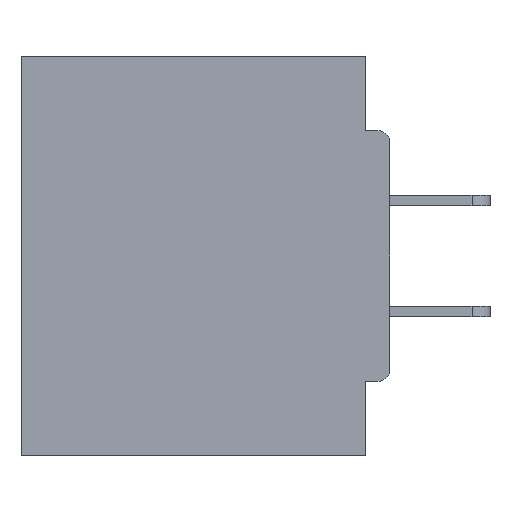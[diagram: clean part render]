
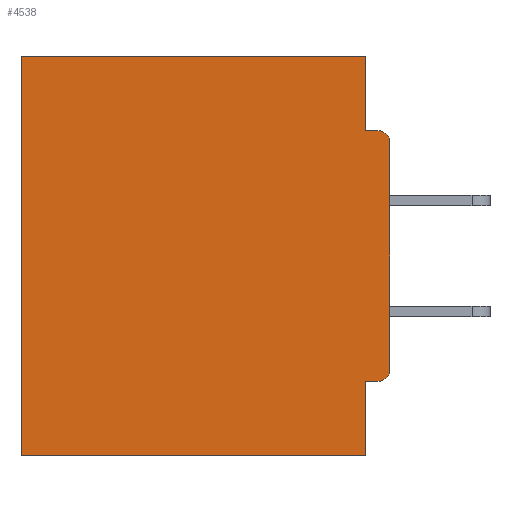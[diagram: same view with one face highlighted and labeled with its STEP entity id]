
A CAD part, left-side view. The second image highlights one B-rep face of the part: STEP entity #4538.
In plain terms, the highlighted planar face has unit normal (-1, 0, 0).
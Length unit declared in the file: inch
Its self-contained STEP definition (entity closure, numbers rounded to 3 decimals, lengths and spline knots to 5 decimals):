
#88 = CARTESIAN_POINT ( 'NONE',  ( 0.298, 0.031, -0.5 ) ) ;
#183 = VERTEX_POINT ( 'NONE', #18545 ) ;
#505 = LINE ( 'NONE', #42311, #13521 ) ;
#520 = ORIENTED_EDGE ( 'NONE', *, *, #31031, .F. ) ;
#2134 = LINE ( 'NONE', #36240, #11501 ) ;
#3293 = AXIS2_PLACEMENT_3D ( 'NONE', #13779, #7109, #36836 ) ;
#3443 = EDGE_CURVE ( 'NONE', #37006, #35427, #17645, .T. ) ;
#4053 = LINE ( 'NONE', #88, #5100 ) ;
#4538 = ADVANCED_FACE ( 'NONE', ( #31673 ), #10639, .F. ) ;
#4656 = ORIENTED_EDGE ( 'NONE', *, *, #38078, .T. ) ;
#5100 = VECTOR ( 'NONE', #26629, 39.37008 ) ;
#5103 = CARTESIAN_POINT ( 'NONE',  ( 0.298, 0., -0.1085 ) ) ;
#5529 = EDGE_LOOP ( 'NONE', ( #37671, #36326, #11756, #4656, #25121, #40288, #520, #40575, #15662, #11727 ) ) ;
#5563 = CARTESIAN_POINT ( 'NONE',  ( 0.298, 0.015, -0.0935 ) ) ;
#6940 = EDGE_CURVE ( 'NONE', #37006, #30415, #32197, .T. ) ;
#7102 = VERTEX_POINT ( 'NONE', #32233 ) ;
#7109 = DIRECTION ( 'NONE',  ( -1., 0., 0. ) ) ;
#7547 = CARTESIAN_POINT ( 'NONE',  ( 0.298, 0., -0.4065 ) ) ;
#8145 = CARTESIAN_POINT ( 'NONE',  ( 0.298, 0.031, -0.5 ) ) ;
#8578 = EDGE_CURVE ( 'NONE', #39899, #18787, #12244, .T. ) ;
#9104 = EDGE_CURVE ( 'NONE', #34298, #30415, #27356, .T. ) ;
#10639 = PLANE ( 'NONE',  #31717 ) ;
#10876 = CIRCLE ( 'NONE', #13083, 0.015 ) ;
#10942 = CARTESIAN_POINT ( 'NONE',  ( 0.298, 0.46, 0. ) ) ;
#11501 = VECTOR ( 'NONE', #22697, 39.37008 ) ;
#11642 = DIRECTION ( 'NONE',  ( 1., 0., 0. ) ) ;
#11727 = ORIENTED_EDGE ( 'NONE', *, *, #3443, .F. ) ;
#11756 = ORIENTED_EDGE ( 'NONE', *, *, #27916, .F. ) ;
#12244 = LINE ( 'NONE', #7547, #42457 ) ;
#12865 = EDGE_CURVE ( 'NONE', #20882, #7102, #17031, .T. ) ;
#13083 = AXIS2_PLACEMENT_3D ( 'NONE', #19427, #42728, #39077 ) ;
#13209 = VECTOR ( 'NONE', #28846, 39.37008 ) ;
#13240 = CARTESIAN_POINT ( 'NONE',  ( 0.298, 0., -0.3915 ) ) ;
#13521 = VECTOR ( 'NONE', #15350, 39.37008 ) ;
#13779 = CARTESIAN_POINT ( 'NONE',  ( 0.298, 0.015, -0.1085 ) ) ;
#14014 = VECTOR ( 'NONE', #26456, 39.37008 ) ;
#14781 = DIRECTION ( 'NONE',  ( 0., 1., 0. ) ) ;
#14842 = DIRECTION ( 'NONE',  ( 0., 0., -1. ) ) ;
#15331 = CARTESIAN_POINT ( 'NONE',  ( 0.298, 0.031, -0.5 ) ) ;
#15350 = DIRECTION ( 'NONE',  ( 0., 0., -1. ) ) ;
#15662 = ORIENTED_EDGE ( 'NONE', *, *, #36244, .T. ) ;
#17031 = LINE ( 'NONE', #31110, #35322 ) ;
#17189 = CARTESIAN_POINT ( 'NONE',  ( 0.298, 0., 0. ) ) ;
#17645 = LINE ( 'NONE', #29534, #14014 ) ;
#18545 = CARTESIAN_POINT ( 'NONE',  ( 0.298, 0.031, 0. ) ) ;
#18602 = CARTESIAN_POINT ( 'NONE',  ( 0.298, 0.015, -0.4065 ) ) ;
#18787 = VERTEX_POINT ( 'NONE', #28776 ) ;
#19427 = CARTESIAN_POINT ( 'NONE',  ( 0.298, 0.015, -0.3915 ) ) ;
#20882 = VERTEX_POINT ( 'NONE', #15331 ) ;
#22042 = CARTESIAN_POINT ( 'NONE',  ( 0.298, 0.031, -0.0935 ) ) ;
#22697 = DIRECTION ( 'NONE',  ( 0., 1., 0. ) ) ;
#25121 = ORIENTED_EDGE ( 'NONE', *, *, #27033, .T. ) ;
#26456 = DIRECTION ( 'NONE',  ( 0., 0., -1. ) ) ;
#26629 = DIRECTION ( 'NONE',  ( 0., 0., -1. ) ) ;
#27033 = EDGE_CURVE ( 'NONE', #29578, #7102, #505, .T. ) ;
#27356 = LINE ( 'NONE', #34516, #30517 ) ;
#27916 = EDGE_CURVE ( 'NONE', #183, #34298, #4053, .T. ) ;
#28776 = CARTESIAN_POINT ( 'NONE',  ( 0.298, 0.031, -0.4065 ) ) ;
#28846 = DIRECTION ( 'NONE',  ( 0., 0., -1. ) ) ;
#29534 = CARTESIAN_POINT ( 'NONE',  ( 0.298, 0., 0. ) ) ;
#29578 = VERTEX_POINT ( 'NONE', #10942 ) ;
#30415 = VERTEX_POINT ( 'NONE', #5563 ) ;
#30517 = VECTOR ( 'NONE', #34656, 39.37008 ) ;
#31031 = EDGE_CURVE ( 'NONE', #18787, #20882, #40834, .T. ) ;
#31110 = CARTESIAN_POINT ( 'NONE',  ( 0.298, 0., -0.5 ) ) ;
#31673 = FACE_OUTER_BOUND ( 'NONE', #5529, .T. ) ;
#31717 = AXIS2_PLACEMENT_3D ( 'NONE', #17189, #11642, #14842 ) ;
#32197 = CIRCLE ( 'NONE', #3293, 0.015 ) ;
#32233 = CARTESIAN_POINT ( 'NONE',  ( 0.298, 0.46, -0.5 ) ) ;
#33853 = DIRECTION ( 'NONE',  ( 0., 1., 0. ) ) ;
#34298 = VERTEX_POINT ( 'NONE', #22042 ) ;
#34516 = CARTESIAN_POINT ( 'NONE',  ( 0.298, 0., -0.0935 ) ) ;
#34656 = DIRECTION ( 'NONE',  ( 0., -1., 0. ) ) ;
#35322 = VECTOR ( 'NONE', #33853, 39.37008 ) ;
#35427 = VERTEX_POINT ( 'NONE', #13240 ) ;
#36240 = CARTESIAN_POINT ( 'NONE',  ( 0.298, 0., 0. ) ) ;
#36244 = EDGE_CURVE ( 'NONE', #39899, #35427, #10876, .T. ) ;
#36326 = ORIENTED_EDGE ( 'NONE', *, *, #9104, .F. ) ;
#36836 = DIRECTION ( 'NONE',  ( 0., 0., -1. ) ) ;
#37006 = VERTEX_POINT ( 'NONE', #5103 ) ;
#37671 = ORIENTED_EDGE ( 'NONE', *, *, #6940, .T. ) ;
#38078 = EDGE_CURVE ( 'NONE', #183, #29578, #2134, .T. ) ;
#39077 = DIRECTION ( 'NONE',  ( 0., 0., -1. ) ) ;
#39899 = VERTEX_POINT ( 'NONE', #18602 ) ;
#40288 = ORIENTED_EDGE ( 'NONE', *, *, #12865, .F. ) ;
#40575 = ORIENTED_EDGE ( 'NONE', *, *, #8578, .F. ) ;
#40834 = LINE ( 'NONE', #8145, #13209 ) ;
#42311 = CARTESIAN_POINT ( 'NONE',  ( 0.298, 0.46, 0. ) ) ;
#42457 = VECTOR ( 'NONE', #14781, 39.37008 ) ;
#42728 = DIRECTION ( 'NONE',  ( -1., 0., 0. ) ) ;
